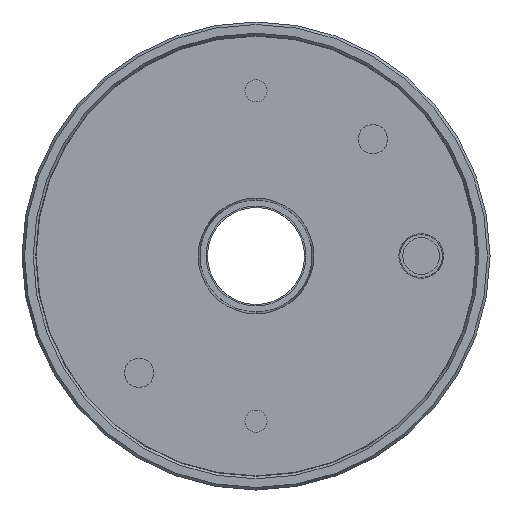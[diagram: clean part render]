
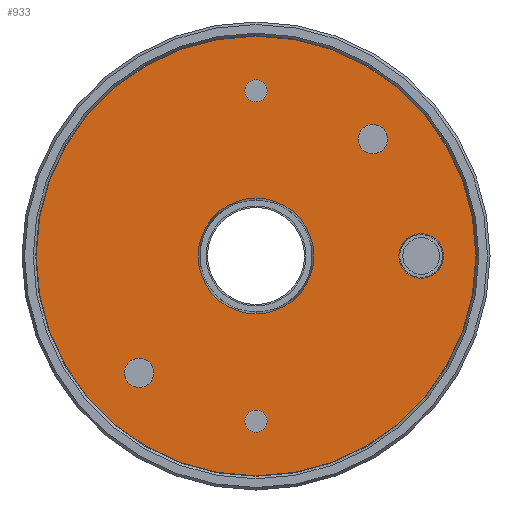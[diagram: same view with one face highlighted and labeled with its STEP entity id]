
A CAD part, front view. The second image highlights one B-rep face of the part: STEP entity #933.
In plain terms, the highlighted planar face has unit normal (0, -1, 0).
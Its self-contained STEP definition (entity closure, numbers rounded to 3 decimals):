
#6 = EDGE_CURVE ( 'NONE', #861, #861, #1684, .T. ) ;
#65 = DIRECTION ( 'NONE',  ( 0., 0., -1. ) ) ;
#107 = DIRECTION ( 'NONE',  ( 0., 0., -1. ) ) ;
#130 = EDGE_LOOP ( 'NONE', ( #2002 ) ) ;
#131 = DIRECTION ( 'NONE',  ( 0., -1., 0. ) ) ;
#146 = ORIENTED_EDGE ( 'NONE', *, *, #1908, .F. ) ;
#153 = EDGE_CURVE ( 'NONE', #1687, #1687, #1488, .T. ) ;
#267 = CARTESIAN_POINT ( 'NONE',  ( 38.1, 0., 0. ) ) ;
#268 = AXIS2_PLACEMENT_3D ( 'NONE', #267, #1918, #65 ) ;
#278 = EDGE_LOOP ( 'NONE', ( #831 ) ) ;
#280 = FACE_BOUND ( 'NONE', #898, .T. ) ;
#304 = CIRCLE ( 'NONE', #601, 50.698 ) ;
#367 = DIRECTION ( 'NONE',  ( 0., 0., -1. ) ) ;
#395 = CIRCLE ( 'NONE', #1991, 3.374 ) ;
#413 = ORIENTED_EDGE ( 'NONE', *, *, #2250, .F. ) ;
#424 = DIRECTION ( 'NONE',  ( 0., -1., 0. ) ) ;
#453 = CARTESIAN_POINT ( 'NONE',  ( 0., 0., -40.653 ) ) ;
#516 = EDGE_LOOP ( 'NONE', ( #1747 ) ) ;
#601 = AXIS2_PLACEMENT_3D ( 'NONE', #1986, #131, #107 ) ;
#667 = EDGE_LOOP ( 'NONE', ( #671 ) ) ;
#671 = ORIENTED_EDGE ( 'NONE', *, *, #840, .T. ) ;
#684 = FACE_BOUND ( 'NONE', #278, .T. ) ;
#717 = EDGE_LOOP ( 'NONE', ( #413 ) ) ;
#780 = VERTEX_POINT ( 'NONE', #971 ) ;
#799 = DIRECTION ( 'NONE',  ( 0., -1., 0. ) ) ;
#828 = DIRECTION ( 'NONE',  ( 0., 0., -1. ) ) ;
#831 = ORIENTED_EDGE ( 'NONE', *, *, #153, .F. ) ;
#840 = EDGE_CURVE ( 'NONE', #1011, #1011, #304, .T. ) ;
#861 = VERTEX_POINT ( 'NONE', #906 ) ;
#895 = FACE_BOUND ( 'NONE', #2345, .T. ) ;
#898 = EDGE_LOOP ( 'NONE', ( #1905 ) ) ;
#900 = CIRCLE ( 'NONE', #1762, 13.335 ) ;
#906 = CARTESIAN_POINT ( 'NONE',  ( -26.941, 0., -30.314 ) ) ;
#914 = EDGE_CURVE ( 'NONE', #2007, #2007, #2383, .T. ) ;
#915 = CARTESIAN_POINT ( 'NONE',  ( 0., 0., 38.1 ) ) ;
#931 = DIRECTION ( 'NONE',  ( 0., -1., 0. ) ) ;
#933 = ADVANCED_FACE ( 'NONE', ( #895, #280, #1721, #2549, #684, #1520, #1123 ), #1099, .F. ) ;
#969 = DIRECTION ( 'NONE',  ( 0., 1., 0. ) ) ;
#971 = CARTESIAN_POINT ( 'NONE',  ( 0., 0., -13.335 ) ) ;
#1011 = VERTEX_POINT ( 'NONE', #2021 ) ;
#1015 = DIRECTION ( 'NONE',  ( 0., 0., -1. ) ) ;
#1099 = PLANE ( 'NONE',  #1766 ) ;
#1123 = FACE_OUTER_BOUND ( 'NONE', #667, .T. ) ;
#1144 = CARTESIAN_POINT ( 'NONE',  ( -26.941, 0., -26.941 ) ) ;
#1216 = CARTESIAN_POINT ( 'NONE',  ( 26.941, 0., 26.941 ) ) ;
#1233 = AXIS2_PLACEMENT_3D ( 'NONE', #1144, #931, #367 ) ;
#1250 = CARTESIAN_POINT ( 'NONE',  ( 0., 0., 0. ) ) ;
#1314 = CARTESIAN_POINT ( 'NONE',  ( 0., 0., -38.1 ) ) ;
#1479 = DIRECTION ( 'NONE',  ( 0., -1., 0. ) ) ;
#1488 = CIRCLE ( 'NONE', #268, 5.144 ) ;
#1497 = VERTEX_POINT ( 'NONE', #453 ) ;
#1498 = DIRECTION ( 'NONE',  ( 0., 0., -1. ) ) ;
#1519 = EDGE_CURVE ( 'NONE', #780, #780, #900, .T. ) ;
#1520 = FACE_BOUND ( 'NONE', #516, .T. ) ;
#1567 = CARTESIAN_POINT ( 'NONE',  ( 0., 0., 0. ) ) ;
#1683 = AXIS2_PLACEMENT_3D ( 'NONE', #915, #2577, #2186 ) ;
#1684 = CIRCLE ( 'NONE', #1233, 3.374 ) ;
#1687 = VERTEX_POINT ( 'NONE', #2408 ) ;
#1721 = FACE_BOUND ( 'NONE', #130, .T. ) ;
#1747 = ORIENTED_EDGE ( 'NONE', *, *, #1519, .F. ) ;
#1762 = AXIS2_PLACEMENT_3D ( 'NONE', #1250, #799, #1015 ) ;
#1766 = AXIS2_PLACEMENT_3D ( 'NONE', #1567, #969, #2018 ) ;
#1905 = ORIENTED_EDGE ( 'NONE', *, *, #6, .F. ) ;
#1908 = EDGE_CURVE ( 'NONE', #2441, #2441, #395, .T. ) ;
#1918 = DIRECTION ( 'NONE',  ( 0., -1., 0. ) ) ;
#1986 = CARTESIAN_POINT ( 'NONE',  ( 0., 0., 0. ) ) ;
#1991 = AXIS2_PLACEMENT_3D ( 'NONE', #1216, #424, #828 ) ;
#2002 = ORIENTED_EDGE ( 'NONE', *, *, #914, .F. ) ;
#2007 = VERTEX_POINT ( 'NONE', #2269 ) ;
#2018 = DIRECTION ( 'NONE',  ( 0., 0., 1. ) ) ;
#2021 = CARTESIAN_POINT ( 'NONE',  ( 0., 0., -50.698 ) ) ;
#2038 = CIRCLE ( 'NONE', #2359, 2.553 ) ;
#2186 = DIRECTION ( 'NONE',  ( 0., 0., -1. ) ) ;
#2250 = EDGE_CURVE ( 'NONE', #1497, #1497, #2038, .T. ) ;
#2269 = CARTESIAN_POINT ( 'NONE',  ( 0., 0., 35.547 ) ) ;
#2284 = CARTESIAN_POINT ( 'NONE',  ( 26.941, 0., 23.567 ) ) ;
#2345 = EDGE_LOOP ( 'NONE', ( #146 ) ) ;
#2359 = AXIS2_PLACEMENT_3D ( 'NONE', #1314, #1479, #1498 ) ;
#2383 = CIRCLE ( 'NONE', #1683, 2.553 ) ;
#2408 = CARTESIAN_POINT ( 'NONE',  ( 38.1, 0., -5.144 ) ) ;
#2441 = VERTEX_POINT ( 'NONE', #2284 ) ;
#2549 = FACE_BOUND ( 'NONE', #717, .T. ) ;
#2577 = DIRECTION ( 'NONE',  ( 0., -1., 0. ) ) ;
